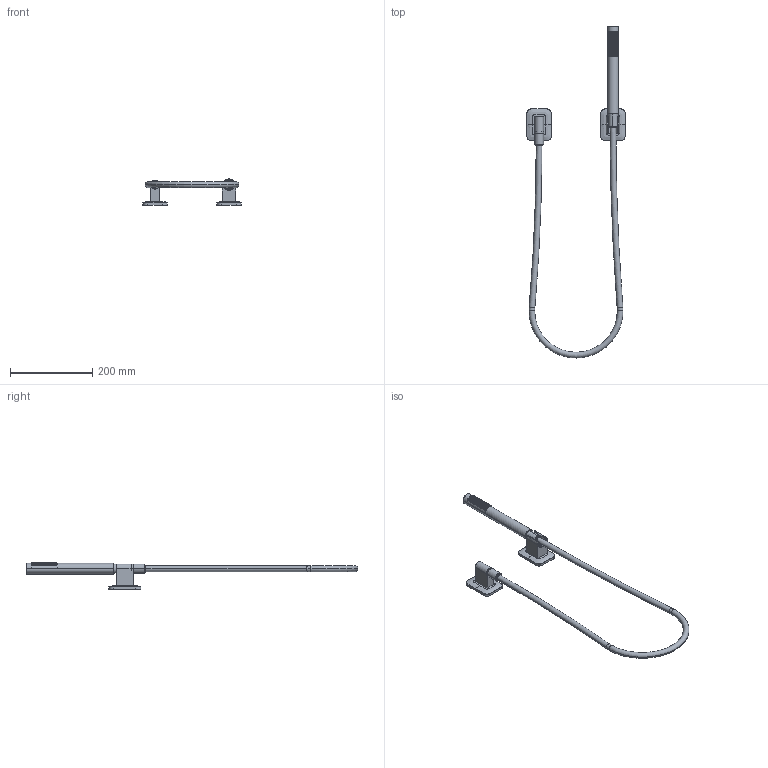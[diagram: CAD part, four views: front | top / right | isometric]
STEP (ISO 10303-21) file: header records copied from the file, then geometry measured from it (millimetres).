
FILE_DESCRIPTION (( 'STEP AP214' ), '1' );
FILE_NAME ('27802845.STEP', '2020-09-28T08:17:14', ( '' ), ( '' ), 'SwSTEP 2.0', 'SolidWorks 2020', '' );
FILE_SCHEMA (( 'AUTOMOTIVE_DESIGN' ));
Length unit declared in the file: millimetre
Products named in the file (10): Planungsmodell_Einsatz-+-04.12.11.140.10_02_K1; Planungsmmodell_Rosette-+-09.27.84.021.90-01_K1_60x78x9; Planungsmodell_Schlauch-+-09.30.02.072-01_ _K12_Einbau_27808980; Planungsmodell_Einsatz-+-04.12.11.140.10_03_K1; Planungsmodell_Huelse-+-09.18.40.078.90-01_-_K1; Planungsmodell_Koerper-+-04.12.11.140.10_04_K1; 27802845; Planungsmodell_Halter-+-09.17.20.035.94-01_ _K3; Planungsmodell_Anschluss-+-09.11.03.026.94-01_ _K1; Planungsmodell_Handbrause-+-04.12.11.140.10_01_K1
Assembly tree (10 placements, depth 4):
  27802845
    Planungsmmodell_Rosette-+-09.27.84.021.90-01_K1_60x78x9  x2
    Planungsmodell_Anschluss-+-09.11.03.026.94-01_ _K1
    Planungsmodell_Halter-+-09.17.20.035.94-01_ _K3
    Planungsmodell_Handbrause-+-04.12.11.140.10_01_K1
      Planungsmodell_Koerper-+-04.12.11.140.10_04_K1
      Planungsmodell_Einsatz-+-04.12.11.140.10_03_K1
        Planungsmodell_Einsatz-+-04.12.11.140.10_02_K1
    Planungsmodell_Huelse-+-09.18.40.078.90-01_-_K1
    Planungsmodell_Schlauch-+-09.30.02.072-01_ _K12_Einbau_27808980
Bounding box: 239.99 x 808.8 x 64.55 mm (x, y, z)
Volume: 498335.3 mm3; surface area: 126129.9 mm2
Topology: 8 solids, 8 shells, 489 faces, 1043 edges, 638 vertices
Faces by surface type: cylinder 175, torus 158, plane 118, bspline 24, cone 12, sphere 2
Entity records: 18107 total; most frequent: CARTESIAN_POINT 7881, DIRECTION 2233, ORIENTED_EDGE 1926, AXIS2_PLACEMENT_3D 995, EDGE_CURVE 963, VERTEX_POINT 588, CIRCLE 533, EDGE_LOOP 529
